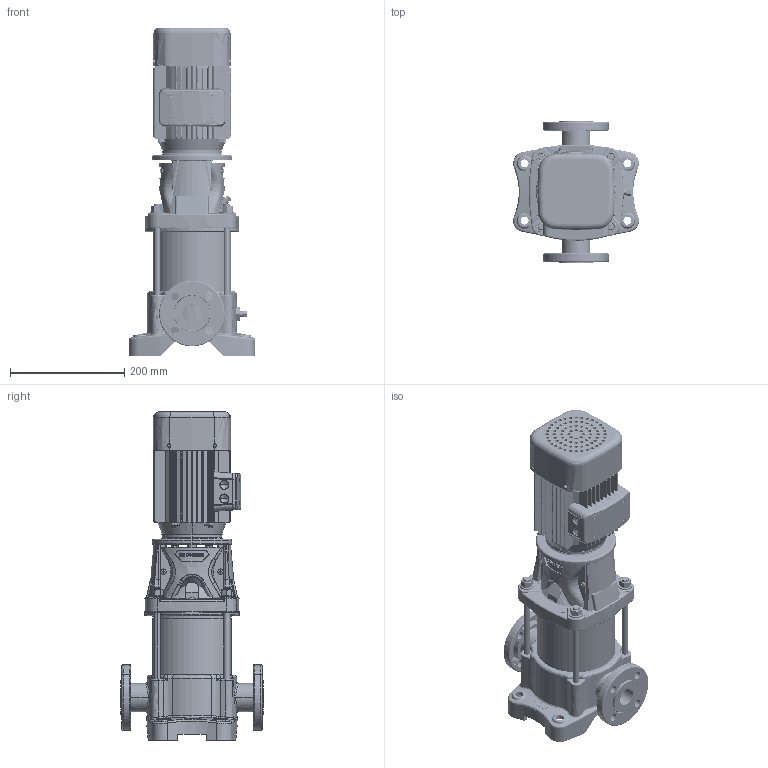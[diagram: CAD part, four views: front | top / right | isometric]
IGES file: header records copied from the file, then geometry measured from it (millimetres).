
Global section: file name: 015P2096 (RMV 1-6F); native system: AutoCAD 2021 — Русский (Russian), 62HAuto; preprocessor: desk Translation Framework DWG producer (atf_dwg_producer); organization: unknown; date: 20230822.224438; units: millimetre
Bounding box: 219.98 x 250 x 575 mm (x, y, z)
Volume: 5980045.4 mm3; surface area: 968269.7 mm2
Topology: 55 solids, 57 shells, 3565 faces, 13444 edges, 10455 vertices
Faces by surface type: bspline 3429, revolution 136
